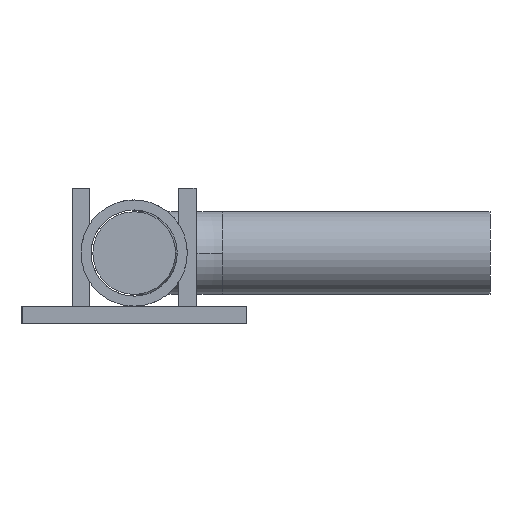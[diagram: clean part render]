
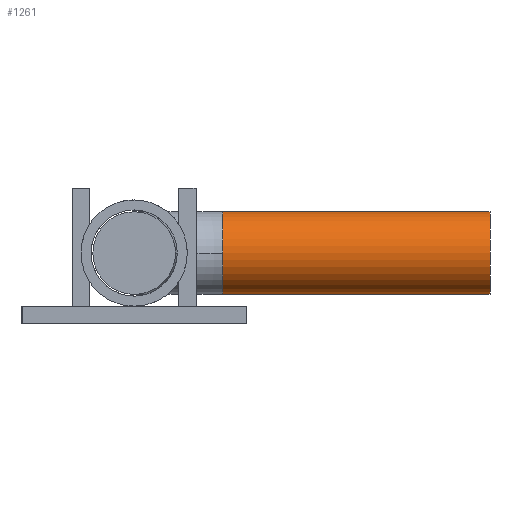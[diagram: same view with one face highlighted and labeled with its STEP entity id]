
A CAD part, front view. The second image highlights one B-rep face of the part: STEP entity #1261.
In plain terms, the highlighted cylindrical face has radius 7 mm (diameter 14 mm), a partial arc.
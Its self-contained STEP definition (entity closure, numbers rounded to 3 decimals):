
#34 = VERTEX_POINT ( 'NONE', #518 ) ;
#48 = ORIENTED_EDGE ( 'NONE', *, *, #89, .F. ) ;
#89 = EDGE_CURVE ( 'NONE', #279, #823, #2162, .T. ) ;
#102 = DIRECTION ( 'NONE',  ( 0., 0., -1. ) ) ;
#108 = EDGE_CURVE ( 'NONE', #1575, #34, #1489, .T. ) ;
#180 = DIRECTION ( 'NONE',  ( 1., 0., 0. ) ) ;
#202 = DIRECTION ( 'NONE',  ( 0., 0., 1. ) ) ;
#226 = LINE ( 'NONE', #902, #772 ) ;
#236 = DIRECTION ( 'NONE',  ( -1., 0., 0. ) ) ;
#239 = AXIS2_PLACEMENT_3D ( 'NONE', #1237, #1251, #573 ) ;
#279 = VERTEX_POINT ( 'NONE', #1395 ) ;
#314 = AXIS2_PLACEMENT_3D ( 'NONE', #1664, #660, #1683 ) ;
#372 = CARTESIAN_POINT ( 'NONE',  ( 15., 361.12, 7. ) ) ;
#518 = CARTESIAN_POINT ( 'NONE',  ( 60.29, 361.12, 7. ) ) ;
#564 = CARTESIAN_POINT ( 'NONE',  ( 15., 361.12, -7. ) ) ;
#573 = DIRECTION ( 'NONE',  ( 0., 0., 1. ) ) ;
#660 = DIRECTION ( 'NONE',  ( -1., 0., 0. ) ) ;
#768 = VERTEX_POINT ( 'NONE', #564 ) ;
#772 = VECTOR ( 'NONE', #1591, 1000. ) ;
#787 = EDGE_CURVE ( 'NONE', #768, #1575, #226, .T. ) ;
#804 = ORIENTED_EDGE ( 'NONE', *, *, #1468, .F. ) ;
#823 = VERTEX_POINT ( 'NONE', #1959 ) ;
#867 = AXIS2_PLACEMENT_3D ( 'NONE', #2141, #1458, #102 ) ;
#902 = CARTESIAN_POINT ( 'NONE',  ( 15., 361.12, -7. ) ) ;
#998 = ORIENTED_EDGE ( 'NONE', *, *, #1861, .F. ) ;
#1052 = CARTESIAN_POINT ( 'NONE',  ( 60.29, 361.12, 0. ) ) ;
#1117 = FACE_OUTER_BOUND ( 'NONE', #1700, .T. ) ;
#1208 = CARTESIAN_POINT ( 'NONE',  ( 60.29, 361.12, -7. ) ) ;
#1237 = CARTESIAN_POINT ( 'NONE',  ( 15., 361.12, 0. ) ) ;
#1251 = DIRECTION ( 'NONE',  ( -1., 0., 0. ) ) ;
#1261 = ADVANCED_FACE ( 'NONE', ( #1117 ), #1273, .T. ) ;
#1273 = CYLINDRICAL_SURFACE ( 'NONE', #867, 7. ) ;
#1385 = LINE ( 'NONE', #372, #1513 ) ;
#1395 = CARTESIAN_POINT ( 'NONE',  ( 15., 354.12, 0. ) ) ;
#1458 = DIRECTION ( 'NONE',  ( 1., 0., 0. ) ) ;
#1468 = EDGE_CURVE ( 'NONE', #823, #34, #1385, .T. ) ;
#1476 = ORIENTED_EDGE ( 'NONE', *, *, #787, .T. ) ;
#1489 = CIRCLE ( 'NONE', #1635, 7. ) ;
#1513 = VECTOR ( 'NONE', #180, 1000. ) ;
#1575 = VERTEX_POINT ( 'NONE', #1208 ) ;
#1591 = DIRECTION ( 'NONE',  ( 1., 0., 0. ) ) ;
#1635 = AXIS2_PLACEMENT_3D ( 'NONE', #1052, #236, #202 ) ;
#1664 = CARTESIAN_POINT ( 'NONE',  ( 15., 361.12, 0. ) ) ;
#1683 = DIRECTION ( 'NONE',  ( 0., 0., 1. ) ) ;
#1700 = EDGE_LOOP ( 'NONE', ( #804, #48, #998, #1476, #1776 ) ) ;
#1776 = ORIENTED_EDGE ( 'NONE', *, *, #108, .T. ) ;
#1861 = EDGE_CURVE ( 'NONE', #768, #279, #2071, .T. ) ;
#1959 = CARTESIAN_POINT ( 'NONE',  ( 15., 361.12, 7. ) ) ;
#2071 = CIRCLE ( 'NONE', #314, 7. ) ;
#2141 = CARTESIAN_POINT ( 'NONE',  ( 15., 361.12, 0. ) ) ;
#2162 = CIRCLE ( 'NONE', #239, 7. ) ;
